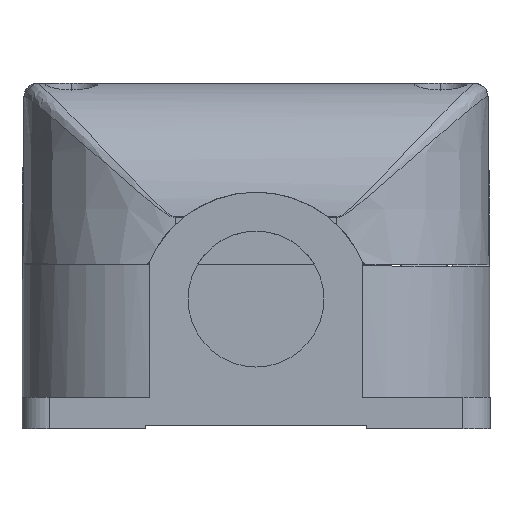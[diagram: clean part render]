
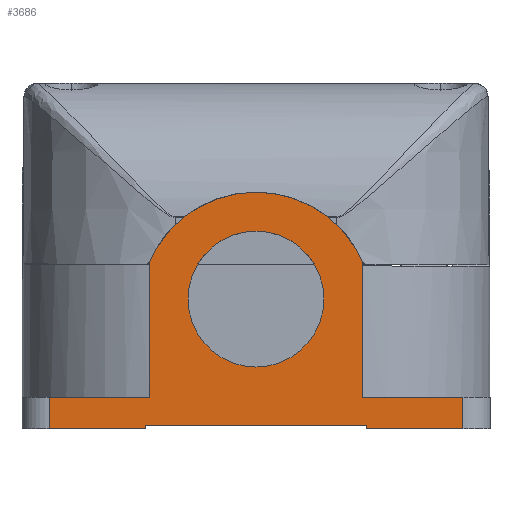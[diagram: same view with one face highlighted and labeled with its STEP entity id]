
A CAD part, left-side view. The second image highlights one B-rep face of the part: STEP entity #3686.
In plain terms, the highlighted planar face has unit normal (-1, 0, 0).
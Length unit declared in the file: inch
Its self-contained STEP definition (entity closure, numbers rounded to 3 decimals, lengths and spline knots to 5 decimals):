
#8 = CARTESIAN_POINT ( 'NONE',  ( 0., -2.09241, 0.18898 ) ) ;
#158 = DIRECTION ( 'NONE',  ( 0., 1., 0. ) ) ;
#295 = FACE_BOUND ( 'NONE', #2365, .T. ) ;
#414 = ORIENTED_EDGE ( 'NONE', *, *, #1127, .T. ) ;
#424 = VECTOR ( 'NONE', #12329, 39.37008 ) ;
#451 = ORIENTED_EDGE ( 'NONE', *, *, #4723, .T. ) ;
#458 = DIRECTION ( 'NONE',  ( 0., 1., 0. ) ) ;
#491 = CARTESIAN_POINT ( 'NONE',  ( 0., -2.09241, 0. ) ) ;
#596 = CARTESIAN_POINT ( 'NONE',  ( 0., -2.68088, 0. ) ) ;
#821 = AXIS2_PLACEMENT_3D ( 'NONE', #8, #1016, #6032 ) ;
#887 = CARTESIAN_POINT ( 'NONE',  ( 0., -1.42312, 0.7874 ) ) ;
#932 = VERTEX_POINT ( 'NONE', #11100 ) ;
#939 = CARTESIAN_POINT ( 'NONE',  ( 0., -2.09241, 0.18898 ) ) ;
#1016 = DIRECTION ( 'NONE',  ( -1., 0., 0. ) ) ;
#1023 = VECTOR ( 'NONE', #10609, 39.37008 ) ;
#1127 = EDGE_CURVE ( 'NONE', #6390, #9914, #5638, .T. ) ;
#1154 = VECTOR ( 'NONE', #458, 39.37008 ) ;
#1299 = LINE ( 'NONE', #7811, #5201 ) ;
#1307 = EDGE_CURVE ( 'NONE', #4446, #8340, #2472, .T. ) ;
#1453 = DIRECTION ( 'NONE',  ( 0., 0., 1. ) ) ;
#1536 = ORIENTED_EDGE ( 'NONE', *, *, #11824, .F. ) ;
#1614 = EDGE_CURVE ( 'NONE', #9250, #10314, #6647, .T. ) ;
#1650 = EDGE_LOOP ( 'NONE', ( #5067, #451, #6664, #7780, #7327, #12344, #414, #1536, #7000, #3982, #6102, #10515 ) ) ;
#1710 = CARTESIAN_POINT ( 'NONE',  ( 0., -2.68088, 0.18898 ) ) ;
#1793 = VECTOR ( 'NONE', #5241, 39.37008 ) ;
#2213 = LINE ( 'NONE', #3399, #1154 ) ;
#2365 = EDGE_LOOP ( 'NONE', ( #5994, #7887 ) ) ;
#2472 = CIRCLE ( 'NONE', #5645, 0.41339 ) ;
#2615 = VERTEX_POINT ( 'NONE', #6797 ) ;
#2662 = CARTESIAN_POINT ( 'NONE',  ( 0., -0.75383, 0. ) ) ;
#2669 = EDGE_CURVE ( 'NONE', #9250, #8224, #5325, .T. ) ;
#2675 = DIRECTION ( 'NONE',  ( 1., 0., 0. ) ) ;
#2691 = EDGE_CURVE ( 'NONE', #2615, #5480, #5578, .T. ) ;
#3399 = CARTESIAN_POINT ( 'NONE',  ( 0., -2.68088, 0. ) ) ;
#3472 = VERTEX_POINT ( 'NONE', #3831 ) ;
#3580 = DIRECTION ( 'NONE',  ( -1., 0., 0. ) ) ;
#3586 = CARTESIAN_POINT ( 'NONE',  ( 0., -1.42312, 1.20079 ) ) ;
#3610 = CARTESIAN_POINT ( 'NONE',  ( 0., -1.42312, 0.72835 ) ) ;
#3686 = ADVANCED_FACE ( 'NONE', ( #295, #4109 ), #5739, .T. ) ;
#3798 = DIRECTION ( 'NONE',  ( 0., 1., 0. ) ) ;
#3831 = CARTESIAN_POINT ( 'NONE',  ( 0., -0.77594, 1.01706 ) ) ;
#3843 = CARTESIAN_POINT ( 'NONE',  ( 0., -1.42312, 0.37402 ) ) ;
#3931 = VECTOR ( 'NONE', #1453, 39.37008 ) ;
#3982 = ORIENTED_EDGE ( 'NONE', *, *, #2669, .T. ) ;
#4007 = EDGE_CURVE ( 'NONE', #8666, #5480, #1299, .T. ) ;
#4109 = FACE_OUTER_BOUND ( 'NONE', #1650, .T. ) ;
#4291 = CARTESIAN_POINT ( 'NONE',  ( 0., -0.16536, 0. ) ) ;
#4380 = CARTESIAN_POINT ( 'NONE',  ( 0., -2.09241, 0.01969 ) ) ;
#4446 = VERTEX_POINT ( 'NONE', #3586 ) ;
#4637 = CARTESIAN_POINT ( 'NONE',  ( 0., -0.16536, 0.18898 ) ) ;
#4723 = EDGE_CURVE ( 'NONE', #932, #2615, #7341, .T. ) ;
#5054 = VECTOR ( 'NONE', #5726, 39.37008 ) ;
#5067 = ORIENTED_EDGE ( 'NONE', *, *, #12247, .F. ) ;
#5191 = VECTOR ( 'NONE', #11802, 39.37008 ) ;
#5201 = VECTOR ( 'NONE', #158, 39.37008 ) ;
#5241 = DIRECTION ( 'NONE',  ( 0., 0., -1. ) ) ;
#5313 = CARTESIAN_POINT ( 'NONE',  ( 0., -1.42312, 0.7874 ) ) ;
#5325 = LINE ( 'NONE', #7357, #9572 ) ;
#5480 = VERTEX_POINT ( 'NONE', #4291 ) ;
#5578 = LINE ( 'NONE', #4637, #424 ) ;
#5587 = DIRECTION ( 'NONE',  ( 0., 0., -1. ) ) ;
#5638 = LINE ( 'NONE', #10254, #10016 ) ;
#5645 = AXIS2_PLACEMENT_3D ( 'NONE', #887, #3580, #6421 ) ;
#5726 = DIRECTION ( 'NONE',  ( 0., 0., -1. ) ) ;
#5739 = PLANE ( 'NONE',  #821 ) ;
#5853 = EDGE_CURVE ( 'NONE', #3472, #9048, #7667, .T. ) ;
#5937 = LINE ( 'NONE', #7853, #1023 ) ;
#5946 = VERTEX_POINT ( 'NONE', #11621 ) ;
#5994 = ORIENTED_EDGE ( 'NONE', *, *, #1307, .F. ) ;
#6019 = EDGE_CURVE ( 'NONE', #8340, #4446, #9673, .T. ) ;
#6032 = DIRECTION ( 'NONE',  ( 0., 0., 1. ) ) ;
#6102 = ORIENTED_EDGE ( 'NONE', *, *, #7072, .F. ) ;
#6111 = LINE ( 'NONE', #9968, #3931 ) ;
#6151 = CARTESIAN_POINT ( 'NONE',  ( 0., -2.0703, 0.18898 ) ) ;
#6390 = VERTEX_POINT ( 'NONE', #7678 ) ;
#6421 = DIRECTION ( 'NONE',  ( 0., 0., -1. ) ) ;
#6647 = LINE ( 'NONE', #1710, #5054 ) ;
#6664 = ORIENTED_EDGE ( 'NONE', *, *, #2691, .T. ) ;
#6789 = DIRECTION ( 'NONE',  ( 0., 0., -1. ) ) ;
#6797 = CARTESIAN_POINT ( 'NONE',  ( 0., -0.16536, 0.18898 ) ) ;
#7000 = ORIENTED_EDGE ( 'NONE', *, *, #1614, .F. ) ;
#7072 = EDGE_CURVE ( 'NONE', #9048, #8224, #9971, .T. ) ;
#7168 = DIRECTION ( 'NONE',  ( 0., 0., -1. ) ) ;
#7327 = ORIENTED_EDGE ( 'NONE', *, *, #8747, .F. ) ;
#7341 = LINE ( 'NONE', #939, #8231 ) ;
#7357 = CARTESIAN_POINT ( 'NONE',  ( 0., -2.09241, 0.18898 ) ) ;
#7667 = CIRCLE ( 'NONE', #10287, 0.70866 ) ;
#7678 = CARTESIAN_POINT ( 'NONE',  ( 0., -2.09241, 0.01969 ) ) ;
#7780 = ORIENTED_EDGE ( 'NONE', *, *, #4007, .F. ) ;
#7811 = CARTESIAN_POINT ( 'NONE',  ( 0., -0.75383, 0. ) ) ;
#7853 = CARTESIAN_POINT ( 'NONE',  ( 0., -0.75383, 0.18898 ) ) ;
#7887 = ORIENTED_EDGE ( 'NONE', *, *, #6019, .F. ) ;
#8224 = VERTEX_POINT ( 'NONE', #6151 ) ;
#8228 = DIRECTION ( 'NONE',  ( -1., 0., 0. ) ) ;
#8231 = VECTOR ( 'NONE', #3798, 39.37008 ) ;
#8340 = VERTEX_POINT ( 'NONE', #3843 ) ;
#8664 = AXIS2_PLACEMENT_3D ( 'NONE', #5313, #8228, #7168 ) ;
#8666 = VERTEX_POINT ( 'NONE', #2662 ) ;
#8747 = EDGE_CURVE ( 'NONE', #5946, #8666, #5937, .T. ) ;
#8820 = EDGE_CURVE ( 'NONE', #6390, #5946, #11132, .T. ) ;
#9048 = VERTEX_POINT ( 'NONE', #10207 ) ;
#9250 = VERTEX_POINT ( 'NONE', #11434 ) ;
#9306 = DIRECTION ( 'NONE',  ( 0., 1., 0. ) ) ;
#9572 = VECTOR ( 'NONE', #9306, 39.37008 ) ;
#9673 = CIRCLE ( 'NONE', #8664, 0.41339 ) ;
#9914 = VERTEX_POINT ( 'NONE', #491 ) ;
#9968 = CARTESIAN_POINT ( 'NONE',  ( 0., -0.77594, 1.01706 ) ) ;
#9971 = LINE ( 'NONE', #10994, #1793 ) ;
#10016 = VECTOR ( 'NONE', #5587, 39.37008 ) ;
#10207 = CARTESIAN_POINT ( 'NONE',  ( 0., -2.0703, 1.01706 ) ) ;
#10254 = CARTESIAN_POINT ( 'NONE',  ( 0., -2.09241, 0.18898 ) ) ;
#10287 = AXIS2_PLACEMENT_3D ( 'NONE', #3610, #2675, #6789 ) ;
#10314 = VERTEX_POINT ( 'NONE', #596 ) ;
#10515 = ORIENTED_EDGE ( 'NONE', *, *, #5853, .F. ) ;
#10609 = DIRECTION ( 'NONE',  ( 0., 0., -1. ) ) ;
#10994 = CARTESIAN_POINT ( 'NONE',  ( 0., -2.0703, 0.18898 ) ) ;
#11100 = CARTESIAN_POINT ( 'NONE',  ( 0., -0.77594, 0.18898 ) ) ;
#11132 = LINE ( 'NONE', #4380, #5191 ) ;
#11434 = CARTESIAN_POINT ( 'NONE',  ( 0., -2.68088, 0.18898 ) ) ;
#11621 = CARTESIAN_POINT ( 'NONE',  ( 0., -0.75383, 0.01969 ) ) ;
#11802 = DIRECTION ( 'NONE',  ( 0., 1., 0. ) ) ;
#11824 = EDGE_CURVE ( 'NONE', #10314, #9914, #2213, .T. ) ;
#12247 = EDGE_CURVE ( 'NONE', #932, #3472, #6111, .T. ) ;
#12329 = DIRECTION ( 'NONE',  ( 0., 0., -1. ) ) ;
#12344 = ORIENTED_EDGE ( 'NONE', *, *, #8820, .F. ) ;
